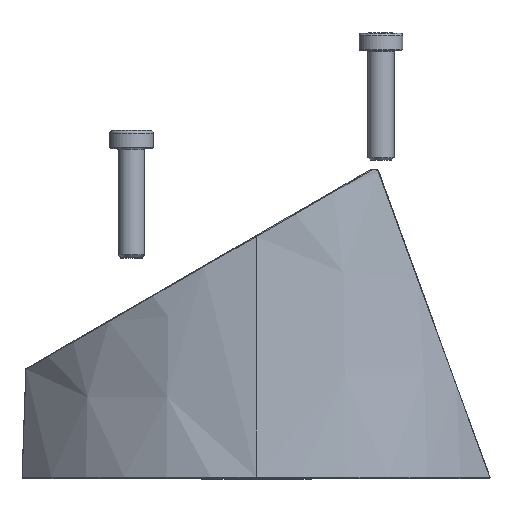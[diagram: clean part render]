
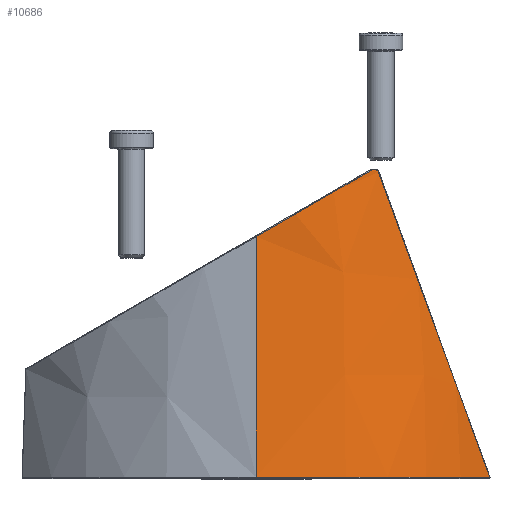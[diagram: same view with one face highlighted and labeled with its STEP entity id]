
A CAD part, top view. The second image highlights one B-rep face of the part: STEP entity #10686.
In plain terms, the highlighted conical face has half-angle 2 degrees and reference radius 65.5 mm.
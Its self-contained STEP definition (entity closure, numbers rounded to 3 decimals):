
#335 = VERTEX_POINT ( 'NONE', #3009 ) ;
#3009 = CARTESIAN_POINT ( 'NONE',  ( 0., 0.207, 65.493 ) ) ;
#9577 = DIRECTION ( 'NONE',  ( 0., 0., 1. ) ) ;
#9578 = DIRECTION ( 'NONE',  ( 0., -1., 0. ) ) ;
#9579 = CARTESIAN_POINT ( 'NONE',  ( 0., 0., 0. ) ) ;
#9580 = AXIS2_PLACEMENT_3D ( 'NONE', #9579, #9578, #9577 ) ;
#9581 = CONICAL_SURFACE ( 'NONE', #9580, 65.5, 0.035 ) ;
#9582 = FACE_OUTER_BOUND ( 'NONE', #10687, .T. ) ;
#9594 = CARTESIAN_POINT ( 'NONE',  ( 0., 55.16, 63.574 ) ) ;
#9595 = CARTESIAN_POINT ( 'NONE',  ( 26.306, 70.3, 57.295 ) ) ;
#9612 = CARTESIAN_POINT ( 'NONE',  ( 27.944, 69.881, 56.53 ) ) ;
#9617 = CARTESIAN_POINT ( 'NONE',  ( 26.707, 70.407, 57.105 ) ) ;
#9618 = DIRECTION ( 'NONE',  ( 0., 0., -1. ) ) ;
#9619 = DIRECTION ( 'NONE',  ( 0., -1., 0. ) ) ;
#9620 = CARTESIAN_POINT ( 'NONE',  ( 0., 55.16, 63.574 ) ) ;
#9621 = CARTESIAN_POINT ( 'NONE',  ( 2.254, 56.458, 63.528 ) ) ;
#9622 = CARTESIAN_POINT ( 'NONE',  ( 4.494, 57.747, 63.364 ) ) ;
#9623 = CARTESIAN_POINT ( 'NONE',  ( 8.947, 60.31, 62.799 ) ) ;
#9624 = CARTESIAN_POINT ( 'NONE',  ( 11.16, 61.583, 62.4 ) ) ;
#9625 = CARTESIAN_POINT ( 'NONE',  ( 14.459, 63.482, 61.62 ) ) ;
#9626 = CARTESIAN_POINT ( 'NONE',  ( 15.555, 64.112, 61.33 ) ) ;
#9627 = CARTESIAN_POINT ( 'NONE',  ( 17.739, 65.37, 60.688 ) ) ;
#9628 = CARTESIAN_POINT ( 'NONE',  ( 18.829, 65.997, 60.336 ) ) ;
#9629 = CARTESIAN_POINT ( 'NONE',  ( 22.08, 67.868, 59.187 ) ) ;
#9630 = CARTESIAN_POINT ( 'NONE',  ( 24.214, 69.096, 58.302 ) ) ;
#9631 = CARTESIAN_POINT ( 'NONE',  ( 26.306, 70.3, 57.295 ) ) ;
#9632 = CARTESIAN_POINT ( 'NONE',  ( 0., 70.407, 0. ) ) ;
#9633 = AXIS2_PLACEMENT_3D ( 'NONE', #9632, #9619, #9618 ) ;
#9634 = CIRCLE ( 'NONE', #9633, 63.041 ) ;
#9635 = B_SPLINE_CURVE_WITH_KNOTS ( 'NONE', 3,
 ( #9631, #9630, #9629, #9628, #9627, #9626, #9625, #9624, #9623, #9622, #9621, #9620 ),
 .UNSPECIFIED., .F., .F.,
 ( 4, 2, 2, 2, 2, 4 ),
 ( 0., 0.008, 0.012, 0.016, 0.024, 0.031 ),
 .UNSPECIFIED. ) ;
#9686 = B_SPLINE_CURVE_WITH_KNOTS ( 'NONE', 3,
 ( #9743, #9742, #9741, #9740, #9739, #9738, #9737, #9736 ),
 .UNSPECIFIED., .F., .F.,
 ( 4, 2, 2, 4 ),
 ( 0., 0.001, 0.001, 0.001 ),
 .UNSPECIFIED. ) ;
#9687 = CARTESIAN_POINT ( 'NONE',  ( 27.944, 69.881, 56.53 ) ) ;
#9688 = CARTESIAN_POINT ( 'NONE',  ( 30.117, 63.927, 55.688 ) ) ;
#9689 = CARTESIAN_POINT ( 'NONE',  ( 32.282, 57.998, 54.707 ) ) ;
#9690 = CARTESIAN_POINT ( 'NONE',  ( 36.59, 46.196, 52.427 ) ) ;
#9691 = CARTESIAN_POINT ( 'NONE',  ( 38.734, 40.324, 51.129 ) ) ;
#9692 = CARTESIAN_POINT ( 'NONE',  ( 41.931, 31.566, 48.893 ) ) ;
#9693 = CARTESIAN_POINT ( 'NONE',  ( 42.994, 28.654, 48.099 ) ) ;
#9694 = CARTESIAN_POINT ( 'NONE',  ( 45.107, 22.865, 46.406 ) ) ;
#9695 = CARTESIAN_POINT ( 'NONE',  ( 46.158, 19.985, 45.506 ) ) ;
#9696 = CARTESIAN_POINT ( 'NONE',  ( 48.247, 14.262, 43.583 ) ) ;
#9697 = CARTESIAN_POINT ( 'NONE',  ( 49.285, 11.418, 42.56 ) ) ;
#9698 = CARTESIAN_POINT ( 'NONE',  ( 51.346, 5.772, 40.37 ) ) ;
#9699 = CARTESIAN_POINT ( 'NONE',  ( 52.368, 2.972, 39.203 ) ) ;
#9700 = CARTESIAN_POINT ( 'NONE',  ( 53.377, 0.207, 37.95 ) ) ;
#9701 = CARTESIAN_POINT ( 'NONE',  ( 27.19, 70.407, 56.876 ) ) ;
#9702 = B_SPLINE_CURVE_WITH_KNOTS ( 'NONE', 3,
 ( #9700, #9699, #9698, #9697, #9696, #9695, #9694, #9693, #9692, #9691, #9690, #9689, #9688, #9687 ),
 .UNSPECIFIED., .F., .F.,
 ( 4, 2, 2, 2, 2, 2, 4 ),
 ( 0., 0.01, 0.019, 0.029, 0.038, 0.058, 0.077 ),
 .UNSPECIFIED. ) ;
#9720 = DIRECTION ( 'NONE',  ( 0., 0., 1. ) ) ;
#9721 = DIRECTION ( 'NONE',  ( 0., 1., 0. ) ) ;
#9722 = CARTESIAN_POINT ( 'NONE',  ( 0., 0.207, 0. ) ) ;
#9723 = AXIS2_PLACEMENT_3D ( 'NONE', #9722, #9721, #9720 ) ;
#9724 = CIRCLE ( 'NONE', #9723, 65.493 ) ;
#9725 = CARTESIAN_POINT ( 'NONE',  ( 53.377, 0.207, 37.95 ) ) ;
#9726 = DIRECTION ( 'NONE',  ( 0., -0.999, 0.035 ) ) ;
#9727 = VECTOR ( 'NONE', #9726, 1000. ) ;
#9728 = CARTESIAN_POINT ( 'NONE',  ( 0., 0., 65.5 ) ) ;
#9729 = LINE ( 'NONE', #9728, #9727 ) ;
#9736 = CARTESIAN_POINT ( 'NONE',  ( 27.19, 70.407, 56.876 ) ) ;
#9737 = CARTESIAN_POINT ( 'NONE',  ( 27.269, 70.407, 56.839 ) ) ;
#9738 = CARTESIAN_POINT ( 'NONE',  ( 27.346, 70.396, 56.802 ) ) ;
#9739 = CARTESIAN_POINT ( 'NONE',  ( 27.498, 70.35, 56.73 ) ) ;
#9740 = CARTESIAN_POINT ( 'NONE',  ( 27.571, 70.315, 56.696 ) ) ;
#9741 = CARTESIAN_POINT ( 'NONE',  ( 27.772, 70.18, 56.603 ) ) ;
#9742 = CARTESIAN_POINT ( 'NONE',  ( 27.884, 70.044, 56.553 ) ) ;
#9743 = CARTESIAN_POINT ( 'NONE',  ( 27.944, 69.881, 56.53 ) ) ;
#9752 = CARTESIAN_POINT ( 'NONE',  ( 26.306, 70.3, 57.295 ) ) ;
#9753 = CARTESIAN_POINT ( 'NONE',  ( 26.43, 70.371, 57.235 ) ) ;
#9754 = CARTESIAN_POINT ( 'NONE',  ( 26.567, 70.407, 57.17 ) ) ;
#9755 = CARTESIAN_POINT ( 'NONE',  ( 26.707, 70.407, 57.105 ) ) ;
#9759 = B_SPLINE_CURVE_WITH_KNOTS ( 'NONE', 3,
 ( #9755, #9754, #9753, #9752 ),
 .UNSPECIFIED., .F., .F.,
 ( 4, 4 ),
 ( 0., 0. ),
 .UNSPECIFIED. ) ;
#10678 = VERTEX_POINT ( 'NONE', #9595 ) ;
#10679 = VERTEX_POINT ( 'NONE', #9594 ) ;
#10680 = ORIENTED_EDGE ( 'NONE', *, *, #10707, .T. ) ;
#10686 = ADVANCED_FACE ( 'NONE', ( #9582 ), #9581, .T. ) ;
#10687 = EDGE_LOOP ( 'NONE', ( #10688, #10680, #10708, #10697, #10700, #10703, #10730 ) ) ;
#10688 = ORIENTED_EDGE ( 'NONE', *, *, #10689, .T. ) ;
#10689 = EDGE_CURVE ( 'NONE', #10678, #10679, #9635, .T. ) ;
#10690 = EDGE_CURVE ( 'NONE', #10702, #10691, #9634, .T. ) ;
#10691 = VERTEX_POINT ( 'NONE', #9617 ) ;
#10697 = ORIENTED_EDGE ( 'NONE', *, *, #10699, .T. ) ;
#10698 = VERTEX_POINT ( 'NONE', #9612 ) ;
#10699 = EDGE_CURVE ( 'NONE', #10710, #10698, #9702, .T. ) ;
#10700 = ORIENTED_EDGE ( 'NONE', *, *, #10701, .T. ) ;
#10701 = EDGE_CURVE ( 'NONE', #10698, #10702, #9686, .T. ) ;
#10702 = VERTEX_POINT ( 'NONE', #9701 ) ;
#10703 = ORIENTED_EDGE ( 'NONE', *, *, #10690, .T. ) ;
#10707 = EDGE_CURVE ( 'NONE', #10679, #335, #9729, .T. ) ;
#10708 = ORIENTED_EDGE ( 'NONE', *, *, #10709, .T. ) ;
#10709 = EDGE_CURVE ( 'NONE', #335, #10710, #9724, .T. ) ;
#10710 = VERTEX_POINT ( 'NONE', #9725 ) ;
#10719 = EDGE_CURVE ( 'NONE', #10691, #10678, #9759, .T. ) ;
#10730 = ORIENTED_EDGE ( 'NONE', *, *, #10719, .T. ) ;
